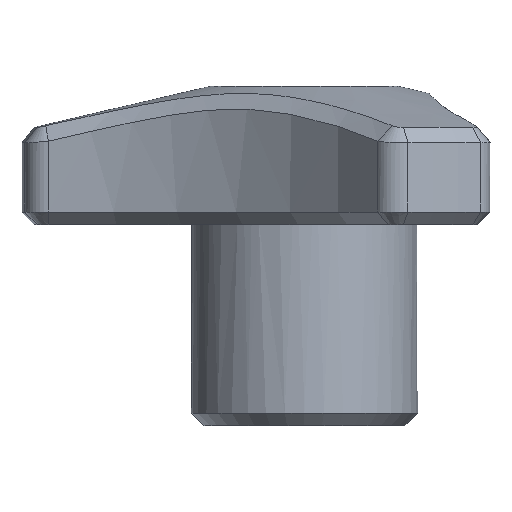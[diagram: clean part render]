
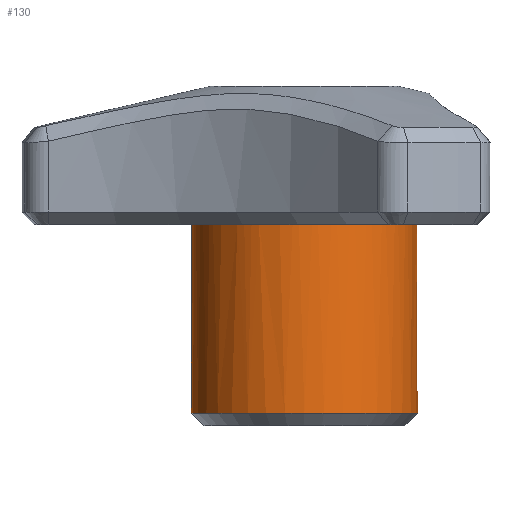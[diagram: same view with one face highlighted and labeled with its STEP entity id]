
A CAD part, left-side view. The second image highlights one B-rep face of the part: STEP entity #130.
In plain terms, the highlighted cylindrical face has radius 9 mm (diameter 18 mm), a full revolution.
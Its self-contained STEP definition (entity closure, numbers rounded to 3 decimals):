
#130 = ADVANCED_FACE( '', ( #291, #292 ), #293, .T. );
#291 = FACE_OUTER_BOUND( '', #556, .T. );
#292 = FACE_OUTER_BOUND( '', #557, .T. );
#293 = CYLINDRICAL_SURFACE( '', #558, 9. );
#556 = EDGE_LOOP( '', ( #889 ) );
#557 = EDGE_LOOP( '', ( #890, #891, #892, #893, #894, #895, #896, #897, #898, #899, #900, #901 ) );
#558 = AXIS2_PLACEMENT_3D( '', #902, #903, #904 );
#889 = ORIENTED_EDGE( '', *, *, #1293, .T. );
#890 = ORIENTED_EDGE( '', *, *, #1294, .F. );
#891 = ORIENTED_EDGE( '', *, *, #1224, .F. );
#892 = ORIENTED_EDGE( '', *, *, #1204, .T. );
#893 = ORIENTED_EDGE( '', *, *, #1237, .T. );
#894 = ORIENTED_EDGE( '', *, *, #1295, .F. );
#895 = ORIENTED_EDGE( '', *, *, #1296, .F. );
#896 = ORIENTED_EDGE( '', *, *, #1297, .T. );
#897 = ORIENTED_EDGE( '', *, *, #1298, .T. );
#898 = ORIENTED_EDGE( '', *, *, #1299, .F. );
#899 = ORIENTED_EDGE( '', *, *, #1288, .F. );
#900 = ORIENTED_EDGE( '', *, *, #1272, .T. );
#901 = ORIENTED_EDGE( '', *, *, #1300, .T. );
#902 = CARTESIAN_POINT( '', ( 0., 0., 57.15 ) );
#903 = DIRECTION( '', ( 0., 0., -1. ) );
#904 = DIRECTION( '', ( 1., 0., 0. ) );
#1204 = EDGE_CURVE( '', #1403, #1401, #1404, .T. );
#1224 = EDGE_CURVE( '', #1403, #1435, #1438, .T. );
#1237 = EDGE_CURVE( '', #1401, #1458, #1461, .T. );
#1272 = EDGE_CURVE( '', #1515, #1513, #1516, .T. );
#1288 = EDGE_CURVE( '', #1515, #1534, #1537, .T. );
#1293 = EDGE_CURVE( '', #1542, #1542, #1543, .T. );
#1294 = EDGE_CURVE( '', #1435, #1544, #1545, .T. );
#1295 = EDGE_CURVE( '', #1546, #1458, #1547, .T. );
#1296 = EDGE_CURVE( '', #1548, #1546, #1549, .T. );
#1297 = EDGE_CURVE( '', #1548, #1550, #1551, .T. );
#1298 = EDGE_CURVE( '', #1550, #1552, #1553, .T. );
#1299 = EDGE_CURVE( '', #1534, #1552, #1554, .T. );
#1300 = EDGE_CURVE( '', #1513, #1544, #1555, .T. );
#1401 = VERTEX_POINT( '', #1737 );
#1403 = VERTEX_POINT( '', #1739 );
#1404 = CIRCLE( '', #1740, 9. );
#1435 = VERTEX_POINT( '', #1812 );
#1438 = LINE( '', #1816, #1817 );
#1458 = VERTEX_POINT( '', #1841 );
#1461 = LINE( '', #1844, #1845 );
#1513 = VERTEX_POINT( '', #1987 );
#1515 = VERTEX_POINT( '', #1989 );
#1516 = CIRCLE( '', #1990, 9. );
#1534 = VERTEX_POINT( '', #2074 );
#1537 = LINE( '', #2078, #2079 );
#1542 = VERTEX_POINT( '', #2086 );
#1543 = CIRCLE( '', #2087, 9. );
#1544 = VERTEX_POINT( '', #2088 );
#1545 = CIRCLE( '', #2089, 9. );
#1546 = VERTEX_POINT( '', #2090 );
#1547 = CIRCLE( '', #2091, 9. );
#1548 = VERTEX_POINT( '', #2092 );
#1549 = LINE( '', #2093, #2094 );
#1550 = VERTEX_POINT( '', #2095 );
#1551 = CIRCLE( '', #2096, 9. );
#1552 = VERTEX_POINT( '', #2097 );
#1553 = LINE( '', #2098, #2099 );
#1554 = CIRCLE( '', #2100, 9. );
#1555 = LINE( '', #2101, #2102 );
#1737 = CARTESIAN_POINT( '', ( 7.247, 5.337, 23. ) );
#1739 = CARTESIAN_POINT( '', ( -7.247, 5.337, 23. ) );
#1740 = AXIS2_PLACEMENT_3D( '', #2365, #2366, #2367 );
#1812 = CARTESIAN_POINT( '', ( -7.247, 5.337, 16. ) );
#1816 = CARTESIAN_POINT( '', ( -7.247, 5.337, 23. ) );
#1817 = VECTOR( '', #2389, 1000. );
#1841 = CARTESIAN_POINT( '', ( 7.247, 5.337, 16. ) );
#1844 = CARTESIAN_POINT( '', ( 7.247, 5.337, 23. ) );
#1845 = VECTOR( '', #2409, 1000. );
#1987 = CARTESIAN_POINT( '', ( -8.245, 3.608, 23. ) );
#1989 = CARTESIAN_POINT( '', ( -0.998, -8.944, 23. ) );
#1990 = AXIS2_PLACEMENT_3D( '', #2454, #2455, #2456 );
#2074 = CARTESIAN_POINT( '', ( -0.998, -8.944, 16. ) );
#2078 = CARTESIAN_POINT( '', ( -0.998, -8.944, 23. ) );
#2079 = VECTOR( '', #2471, 1000. );
#2086 = CARTESIAN_POINT( '', ( 9., 0., 1. ) );
#2087 = AXIS2_PLACEMENT_3D( '', #2474, #2475, #2476 );
#2088 = CARTESIAN_POINT( '', ( -8.245, 3.608, 16. ) );
#2089 = AXIS2_PLACEMENT_3D( '', #2477, #2478, #2479 );
#2090 = CARTESIAN_POINT( '', ( 8.245, 3.608, 16. ) );
#2091 = AXIS2_PLACEMENT_3D( '', #2480, #2481, #2482 );
#2092 = CARTESIAN_POINT( '', ( 8.245, 3.608, 23. ) );
#2093 = CARTESIAN_POINT( '', ( 8.245, 3.608, 23. ) );
#2094 = VECTOR( '', #2483, 1000. );
#2095 = CARTESIAN_POINT( '', ( 0.998, -8.944, 23. ) );
#2096 = AXIS2_PLACEMENT_3D( '', #2484, #2485, #2486 );
#2097 = CARTESIAN_POINT( '', ( 0.998, -8.944, 16. ) );
#2098 = CARTESIAN_POINT( '', ( 0.998, -8.944, 23. ) );
#2099 = VECTOR( '', #2487, 1000. );
#2100 = AXIS2_PLACEMENT_3D( '', #2488, #2489, #2490 );
#2101 = CARTESIAN_POINT( '', ( -8.245, 3.608, 23. ) );
#2102 = VECTOR( '', #2491, 1000. );
#2365 = CARTESIAN_POINT( '', ( 0., 0., 23. ) );
#2366 = DIRECTION( '', ( 0., 0., -1. ) );
#2367 = DIRECTION( '', ( 0., -1., 0. ) );
#2389 = DIRECTION( '', ( 0., 0., -1. ) );
#2409 = DIRECTION( '', ( 0., 0., -1. ) );
#2454 = CARTESIAN_POINT( '', ( 0., 0., 23. ) );
#2455 = DIRECTION( '', ( 0., 0., -1. ) );
#2456 = DIRECTION( '', ( 0., 1., 0. ) );
#2471 = DIRECTION( '', ( 0., 0., -1. ) );
#2474 = CARTESIAN_POINT( '', ( 0., 0., 1. ) );
#2475 = DIRECTION( '', ( 0., 0., 1. ) );
#2476 = DIRECTION( '', ( 1., 0., 0. ) );
#2477 = CARTESIAN_POINT( '', ( 0., 0., 16. ) );
#2478 = DIRECTION( '', ( 0., 0., 1. ) );
#2479 = DIRECTION( '', ( 1., 0., 0. ) );
#2480 = CARTESIAN_POINT( '', ( 0., 0., 16. ) );
#2481 = DIRECTION( '', ( 0., 0., 1. ) );
#2482 = DIRECTION( '', ( 1., 0., 0. ) );
#2483 = DIRECTION( '', ( 0., 0., -1. ) );
#2484 = CARTESIAN_POINT( '', ( 0., 0., 23. ) );
#2485 = DIRECTION( '', ( 0., 0., -1. ) );
#2486 = DIRECTION( '', ( 0., 1., 0. ) );
#2487 = DIRECTION( '', ( 0., 0., -1. ) );
#2488 = CARTESIAN_POINT( '', ( 0., 0., 16. ) );
#2489 = DIRECTION( '', ( 0., 0., 1. ) );
#2490 = DIRECTION( '', ( 1., 0., 0. ) );
#2491 = DIRECTION( '', ( 0., 0., -1. ) );
